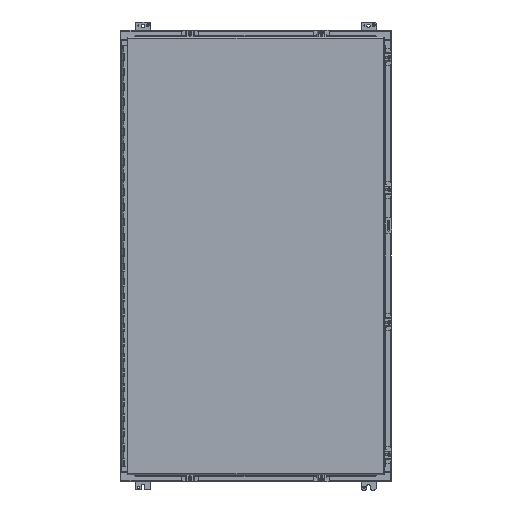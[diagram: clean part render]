
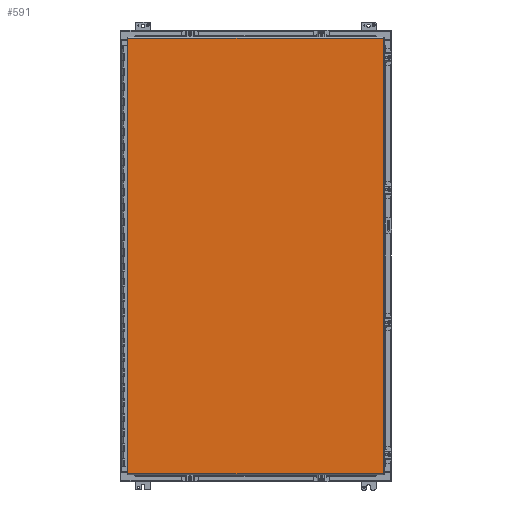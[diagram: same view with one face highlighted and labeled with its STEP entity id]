
A CAD part, front view. The second image highlights one B-rep face of the part: STEP entity #591.
In plain terms, the highlighted planar face has unit normal (0, -1, 0).
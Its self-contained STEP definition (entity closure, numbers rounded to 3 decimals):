
#591 = ADVANCED_FACE ( 'NONE', ( #77765 ), #11214, .T. ) ;
#9020 = ORIENTED_EDGE ( 'NONE', *, *, #63551, .F. ) ;
#11214 = PLANE ( 'NONE',  #75162 ) ;
#14648 = ORIENTED_EDGE ( 'NONE', *, *, #39463, .F. ) ;
#15604 = CARTESIAN_POINT ( 'NONE',  ( 16.955, -17.21, 28.994 ) ) ;
#17501 = VERTEX_POINT ( 'NONE', #30907 ) ;
#18035 = LINE ( 'NONE', #55033, #24148 ) ;
#18706 = DIRECTION ( 'NONE',  ( 0., 0., 1. ) ) ;
#23811 = DIRECTION ( 'NONE',  ( 0., -1., 0. ) ) ;
#24148 = VECTOR ( 'NONE', #47540, 39.37 ) ;
#28962 = VECTOR ( 'NONE', #52447, 39.37 ) ;
#29039 = VECTOR ( 'NONE', #18706, 39.37 ) ;
#29508 = EDGE_LOOP ( 'NONE', ( #73012, #14648, #42091, #9020 ) ) ;
#30907 = CARTESIAN_POINT ( 'NONE',  ( -17.017, -17.21, 28.994 ) ) ;
#34410 = VERTEX_POINT ( 'NONE', #15604 ) ;
#34767 = VECTOR ( 'NONE', #59513, 39.37 ) ;
#36006 = CARTESIAN_POINT ( 'NONE',  ( -17.017, -17.21, -28.994 ) ) ;
#39463 = EDGE_CURVE ( 'NONE', #17501, #34410, #64252, .T. ) ;
#40911 = VERTEX_POINT ( 'NONE', #57892 ) ;
#41921 = DIRECTION ( 'NONE',  ( 0., 0., -1. ) ) ;
#42091 = ORIENTED_EDGE ( 'NONE', *, *, #43164, .F. ) ;
#43164 = EDGE_CURVE ( 'NONE', #40911, #17501, #72631, .T. ) ;
#47540 = DIRECTION ( 'NONE',  ( 0., 0., -1. ) ) ;
#52447 = DIRECTION ( 'NONE',  ( 1., 0., 0. ) ) ;
#55033 = CARTESIAN_POINT ( 'NONE',  ( 16.955, -17.21, 28.994 ) ) ;
#57892 = CARTESIAN_POINT ( 'NONE',  ( -17.017, -17.21, -28.995 ) ) ;
#58353 = CARTESIAN_POINT ( 'NONE',  ( -17.017, -17.21, 28.994 ) ) ;
#59513 = DIRECTION ( 'NONE',  ( -1., 0., 0. ) ) ;
#59910 = CARTESIAN_POINT ( 'NONE',  ( 16.955, -17.21, -28.994 ) ) ;
#60039 = CARTESIAN_POINT ( 'NONE',  ( -17.017, -17.21, -28.994 ) ) ;
#63551 = EDGE_CURVE ( 'NONE', #65255, #40911, #72119, .T. ) ;
#64252 = LINE ( 'NONE', #58353, #28962 ) ;
#65255 = VERTEX_POINT ( 'NONE', #69051 ) ;
#66361 = EDGE_CURVE ( 'NONE', #34410, #65255, #18035, .T. ) ;
#69051 = CARTESIAN_POINT ( 'NONE',  ( 16.955, -17.21, -28.994 ) ) ;
#72119 = LINE ( 'NONE', #59910, #34767 ) ;
#72631 = LINE ( 'NONE', #60039, #29039 ) ;
#73012 = ORIENTED_EDGE ( 'NONE', *, *, #66361, .F. ) ;
#75162 = AXIS2_PLACEMENT_3D ( 'NONE', #36006, #23811, #41921 ) ;
#77765 = FACE_OUTER_BOUND ( 'NONE', #29508, .T. ) ;
